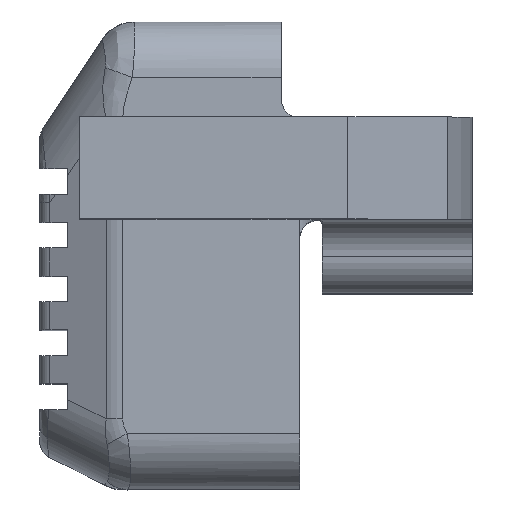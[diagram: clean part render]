
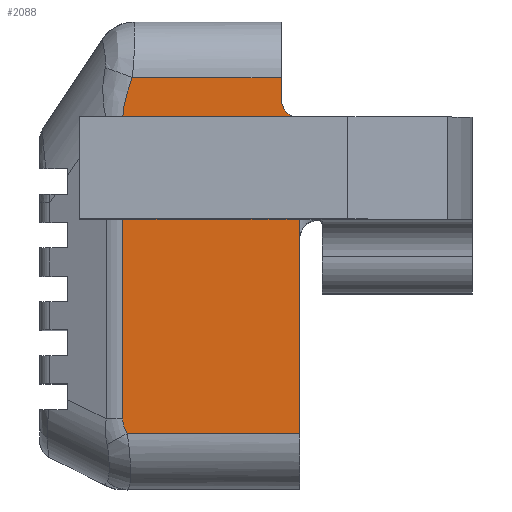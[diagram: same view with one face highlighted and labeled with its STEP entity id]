
A CAD part, top view. The second image highlights one B-rep face of the part: STEP entity #2088.
In plain terms, the highlighted planar face has unit normal (0, 0, 1).
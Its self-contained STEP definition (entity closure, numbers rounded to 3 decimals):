
#174=CARTESIAN_POINT('',(-13.2,763.918,-65.468));
#175=VERTEX_POINT('',#174);
#176=CARTESIAN_POINT('',(-13.2,774.422,-65.468));
#177=VERTEX_POINT('',#176);
#178=CARTESIAN_POINT('',(-13.2,763.918,-65.468));
#179=DIRECTION('',(-0.,1.,-0.));
#180=VECTOR('',#179,10.504);
#181=LINE('',#178,#180);
#182=EDGE_CURVE('',#175,#177,#181,.T.);
#2010=CARTESIAN_POINT('',(-23.2,773.5,-65.468));
#2011=DIRECTION('',(0.,0.,1.));
#2012=DIRECTION('',(-1.,0.,0.));
#2013=AXIS2_PLACEMENT_3D('',#2010,#2011,#2012);
#2014=PLANE('',#2013);
#2015=CARTESIAN_POINT('',(-14.2,781.922,-65.468));
#2016=VERTEX_POINT('',#2015);
#2017=CARTESIAN_POINT('',(-14.2,783.082,-65.468));
#2018=VERTEX_POINT('',#2017);
#2019=CARTESIAN_POINT('',(-14.2,781.922,-65.468));
#2020=DIRECTION('',(-0.,1.,-0.));
#2021=VECTOR('',#2020,1.159);
#2022=LINE('',#2019,#2021);
#2023=EDGE_CURVE('',#2016,#2018,#2022,.T.);
#2024=ORIENTED_EDGE('',*,*,#2023,.T.);
#2025=CARTESIAN_POINT('',(-22.219,783.082,-65.468));
#2026=VERTEX_POINT('',#2025);
#2027=CARTESIAN_POINT('',(-22.219,783.082,-65.468));
#2028=DIRECTION('',(1.,-0.,-0.));
#2029=VECTOR('',#2028,8.019);
#2030=LINE('',#2027,#2029);
#2031=EDGE_CURVE('',#2026,#2018,#2030,.T.);
#2032=ORIENTED_EDGE('',*,*,#2031,.F.);
#2033=CARTESIAN_POINT('',(-22.728,780.92,-65.468));
#2034=VERTEX_POINT('',#2033);
#2035=CARTESIAN_POINT('',(-22.728,780.92,-65.468));
#2036=CARTESIAN_POINT('',(-22.728,781.189,-65.468));
#2037=CARTESIAN_POINT('',(-22.684,781.51,-65.468));
#2038=CARTESIAN_POINT('',(-22.599,781.873,-65.468));
#2039=CARTESIAN_POINT('',(-22.513,782.237,-65.468));
#2040=CARTESIAN_POINT('',(-22.385,782.644,-65.468));
#2041=CARTESIAN_POINT('',(-22.219,783.082,-65.468));
#2042=B_SPLINE_CURVE_WITH_KNOTS('',3,(#2035,#2036,#2037,#2038,#2039,#2040,#2041),.UNSPECIFIED.,.F.,.F.,(4,3,4),(201.845,215.646,229.446),.UNSPECIFIED.);
#2043=EDGE_CURVE('',#2034,#2026,#2042,.T.);
#2044=ORIENTED_EDGE('',*,*,#2043,.F.);
#2045=CARTESIAN_POINT('',(-22.728,764.707,-65.468));
#2046=VERTEX_POINT('',#2045);
#2047=CARTESIAN_POINT('',(-22.728,764.707,-65.468));
#2048=DIRECTION('',(-0.,1.,-0.));
#2049=VECTOR('',#2048,16.213);
#2050=LINE('',#2047,#2049);
#2051=EDGE_CURVE('',#2046,#2034,#2050,.T.);
#2052=ORIENTED_EDGE('',*,*,#2051,.F.);
#2053=CARTESIAN_POINT('',(-22.496,763.918,-65.468));
#2054=VERTEX_POINT('',#2053);
#2055=CARTESIAN_POINT('',(-22.496,763.918,-65.468));
#2056=CARTESIAN_POINT('',(-22.559,764.035,-65.468));
#2057=CARTESIAN_POINT('',(-22.609,764.148,-65.468));
#2058=CARTESIAN_POINT('',(-22.701,764.417,-65.468));
#2059=CARTESIAN_POINT('',(-22.728,764.568,-65.468));
#2060=CARTESIAN_POINT('',(-22.728,764.707,-65.468));
#2061=B_SPLINE_CURVE_WITH_KNOTS('',3,(#2055,#2056,#2057,#2058,#2059,#2060),.UNSPECIFIED.,.F.,.F.,(4,2,4),(2.617,2.749,2.94),.UNSPECIFIED.);
#2062=EDGE_CURVE('',#2054,#2046,#2061,.T.);
#2063=ORIENTED_EDGE('',*,*,#2062,.F.);
#2064=CARTESIAN_POINT('',(-13.2,763.918,-65.468));
#2065=DIRECTION('',(-1.,0.,0.));
#2066=VECTOR('',#2065,9.296);
#2067=LINE('',#2064,#2066);
#2068=EDGE_CURVE('',#175,#2054,#2067,.T.);
#2069=ORIENTED_EDGE('',*,*,#2068,.F.);
#2070=ORIENTED_EDGE('',*,*,#182,.T.);
#2071=CARTESIAN_POINT('',(-13.2,780.922,-65.468));
#2072=VERTEX_POINT('',#2071);
#2073=CARTESIAN_POINT('',(-13.2,780.922,-65.468));
#2074=DIRECTION('',(-0.,-1.,-0.));
#2075=VECTOR('',#2074,6.5);
#2076=LINE('',#2073,#2075);
#2077=EDGE_CURVE('',#2072,#177,#2076,.T.);
#2078=ORIENTED_EDGE('',*,*,#2077,.F.);
#2079=CARTESIAN_POINT('',(-13.2,781.922,-65.468));
#2080=DIRECTION('',(-0.,-0.,-1.));
#2081=DIRECTION('',(1.,0.,-0.));
#2082=AXIS2_PLACEMENT_3D('',#2079,#2080,#2081);
#2083=CIRCLE('',#2082,1.);
#2084=EDGE_CURVE('',#2072,#2016,#2083,.T.);
#2085=ORIENTED_EDGE('',*,*,#2084,.T.);
#2086=EDGE_LOOP('',(#2024,#2032,#2044,#2052,#2063,#2069,#2070,#2078,#2085));
#2087=FACE_BOUND('',#2086,.T.);
#2088=ADVANCED_FACE('',(#2087),#2014,.T.);
